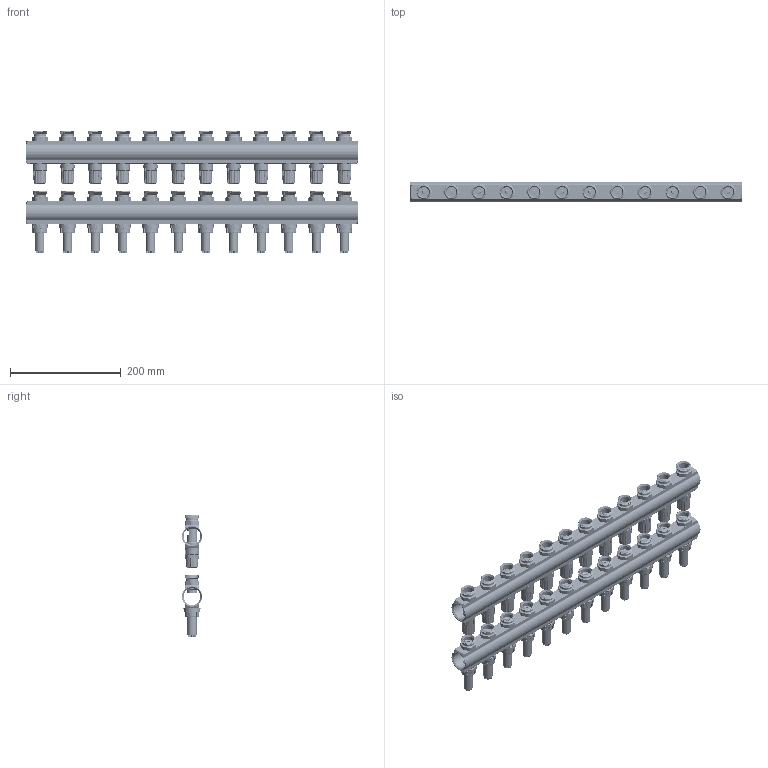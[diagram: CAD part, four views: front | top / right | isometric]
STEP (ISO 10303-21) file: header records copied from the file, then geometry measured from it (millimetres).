
FILE_DESCRIPTION((''),'2;1');
FILE_NAME('088U0532_ASM','2023-05-19T13:52:45',('U258971'),(''),'CREO PARAMETRIC BY PTC INC, 2020342','CREO PARAMETRIC BY PTC INC, 2020342','');
FILE_SCHEMA(('CONFIG_CONTROL_DESIGN'));
Length unit declared in the file: millimetre
Products named in the file (15): 088U7309-12LOOPS_2; 088U7308-12LOOPS_2; 013G1380_AF0_6; 013G0295___AF0_ASM_6_ASM; 013G0200__AF0_ASM_6_ASM; 013G0376-FOR-MANIFOLD_ASM_6_ASM; 088U7312_6; 013G0951_6; FM-B-05_6; FLOWMETERASSY_ASM_6_ASM; 088U7313_6; O-RING-18_5X2_5_6; FM-A-08_6; 088U7302-12LOOPS_ASM_1_ASM; 088U0532_ASM
Assembly tree (81 placements, depth 4):
  088U0532_ASM
    088U7302-12LOOPS_ASM_1_ASM
      088U7309-12LOOPS_2
      088U7308-12LOOPS_2
      013G0376-FOR-MANIFOLD_ASM_6_ASM  x12
        013G1380_AF0_6
        013G0295___AF0_ASM_6_ASM
        013G0200__AF0_ASM_6_ASM
      088U7312_6  x12
      013G0951_6  x12
      FLOWMETERASSY_ASM_6_ASM  x12
        FM-B-05_6
      088U7313_6  x12
      O-RING-18_5X2_5_6  x2
      FM-A-08_6  x12
Bounding box: 600 x 36.55 x 220.7 mm (x, y, z)
Volume: 868178.6 mm3; surface area: 695316.1 mm2
Topology: 76 solids, 142 shells, 17562 faces, 51104 edges, 33808 vertices
Faces by surface type: plane 6700, cylinder 5058, bspline 2496, cone 1984, torus 820, extrusion 336, sphere 168
Entity records: 87765 total; most frequent: CARTESIAN_POINT 33335, ORIENTED_EDGE 11968, DIRECTION 10412, EDGE_CURVE 6103, AXIS2_PLACEMENT_3D 4047, VERTEX_POINT 4005, VECTOR 2318, EDGE_LOOP 2303
